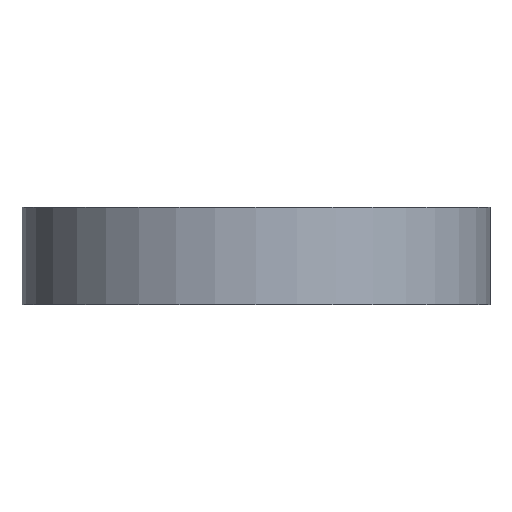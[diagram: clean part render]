
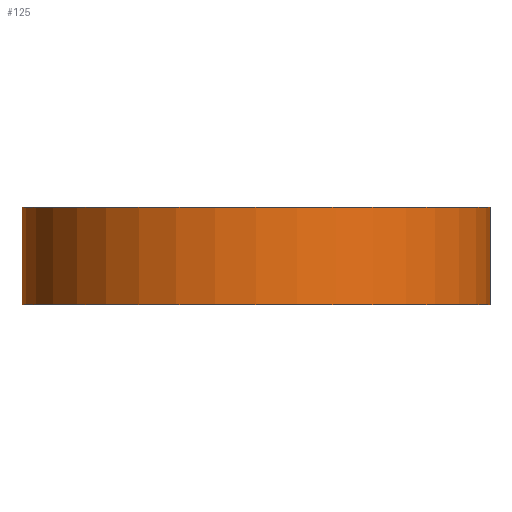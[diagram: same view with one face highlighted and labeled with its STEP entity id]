
A CAD part, front view. The second image highlights one B-rep face of the part: STEP entity #125.
In plain terms, the highlighted cylindrical face has radius 18 mm (diameter 36 mm), a partial arc.
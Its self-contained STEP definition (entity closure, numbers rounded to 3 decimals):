
#67=EDGE_CURVE('',#117,#95,#156,.T.);
#71=EDGE_CURVE('',#87,#115,#160,.T.);
#75=EDGE_CURVE('',#115,#95,#164,.T.);
#87=VERTEX_POINT('',#178);
#95=VERTEX_POINT('',#188);
#115=VERTEX_POINT('',#210);
#117=VERTEX_POINT('',#212);
#123=EDGE_CURVE('',#117,#87,#218,.T.);
#125=ADVANCED_FACE('',(#220),#221,.T.);
#156=CIRCLE('',#246,18.0);
#160=CIRCLE('',#251,18.0);
#164=LINE('',#257,#258);
#178=CARTESIAN_POINT('',(18.0,0.,7.5));
#188=CARTESIAN_POINT('',(-18.0,0.,0.));
#210=CARTESIAN_POINT('',(-18.0,0.,7.5));
#212=CARTESIAN_POINT('',(18.0,0.,0.));
#218=LINE('',#325,#326);
#220=FACE_OUTER_BOUND('',#328,.T.);
#221=CYLINDRICAL_SURFACE('',#329,18.0);
#246=AXIS2_PLACEMENT_3D('',#352,#353,#354);
#251=AXIS2_PLACEMENT_3D('',#355,#356,#357);
#257=CARTESIAN_POINT('',(-18.0,0.,3.75));
#258=VECTOR('',#361,1.0);
#325=CARTESIAN_POINT('',(18.0,0.,3.75));
#326=VECTOR('',#423,1.0);
#328=EDGE_LOOP('',(#425,#426,#427,#428));
#329=AXIS2_PLACEMENT_3D('',#429,#430,#431);
#352=CARTESIAN_POINT('',(0.0,0.,0.));
#353=DIRECTION('',(-0.0,0.0,-1.0));
#354=DIRECTION('',(-1.0,0.,0.0));
#355=CARTESIAN_POINT('',(0.0,0.,7.5));
#356=DIRECTION('',(-0.0,0.0,-1.0));
#357=DIRECTION('',(-1.0,0.,0.0));
#361=DIRECTION('',(0.0,0.0,-1.0));
#423=DIRECTION('',(-0.0,-0.0,1.0));
#425=ORIENTED_EDGE('',*,*,#75,.T.);
#426=ORIENTED_EDGE('',*,*,#67,.F.);
#427=ORIENTED_EDGE('',*,*,#123,.T.);
#428=ORIENTED_EDGE('',*,*,#71,.T.);
#429=CARTESIAN_POINT('',(0.0,0.,3.75));
#430=DIRECTION('',(0.0,-0.0,1.0));
#431=DIRECTION('',(-1.0,0.,0.0));
